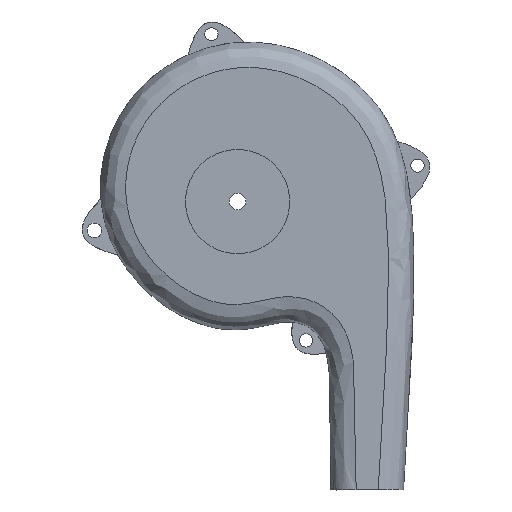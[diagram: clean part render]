
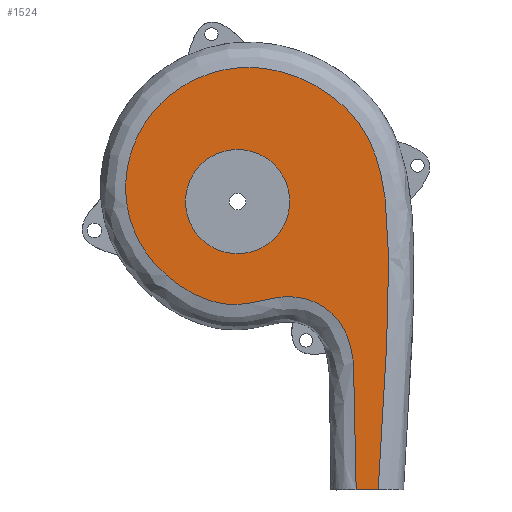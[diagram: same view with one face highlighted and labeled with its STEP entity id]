
A CAD part, front view. The second image highlights one B-rep face of the part: STEP entity #1524.
In plain terms, the highlighted planar face has unit normal (0, -1, 0).
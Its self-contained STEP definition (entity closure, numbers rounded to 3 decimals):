
#62=B_SPLINE_CURVE_WITH_KNOTS('',3,(#6481,#6482,#6483,#6484,#6485,#6486,
#6487,#6488,#6489,#6490,#6491,#6492,#6493,#6494,#6495,#6496,#6497,#6498,
#6499,#6500,#6501,#6502,#6503,#6504,#6505,#6506,#6507,#6508,#6509,#6510,
#6511,#6512,#6513,#6514,#6515,#6516,#6517,#6518,#6519,#6520,#6521,#6522,
#6523,#6524,#6525,#6526),.UNSPECIFIED.,.F.,.F.,(4,2,1,1,1,1,1,1,1,1,1,1,
1,1,1,1,1,1,1,1,1,1,1,1,1,1,1,1,1,1,1,1,1,1,1,1,1,1,1,1,2,4),(-0.024,
0.,0.908,1.817,2.725,3.634,4.542,
5.451,6.359,7.268,7.672,7.874,
8.075,8.479,8.883,9.287,9.691,
10.296,10.902,12.113,13.325,14.536,
16.353,17.261,18.17,19.987,20.895,
21.804,22.712,23.621,24.529,25.438,
25.892,26.346,27.255,28.163,29.072,
30.889,32.706,34.523,36.34,36.393),
 .UNSPECIFIED.);
#143=FACE_BOUND('',#355,.T.);
#172=PLANE('',#1662);
#256=FACE_OUTER_BOUND('',#354,.T.);
#354=EDGE_LOOP('',(#1373,#1374));
#355=EDGE_LOOP('',(#1375,#1376,#1377,#1378,#1379,#1380,#1381,#1382));
#399=LINE('',#4744,#488);
#488=VECTOR('',#1806,10.);
#567=CIRCLE('',#1597,16.5);
#569=CIRCLE('',#1601,16.5);
#572=CIRCLE('',#1605,16.5);
#575=CIRCLE('',#1610,16.5);
#577=CIRCLE('',#1613,16.5);
#580=CIRCLE('',#1618,16.5);
#582=CIRCLE('',#1621,16.5);
#584=CIRCLE('',#1624,16.5);
#671=VERTEX_POINT('',#4669);
#672=VERTEX_POINT('',#4743);
#678=VERTEX_POINT('',#5058);
#681=VERTEX_POINT('',#5072);
#685=VERTEX_POINT('',#5093);
#687=VERTEX_POINT('',#5099);
#690=VERTEX_POINT('',#5113);
#695=VERTEX_POINT('',#5139);
#698=VERTEX_POINT('',#5153);
#703=VERTEX_POINT('',#5179);
#849=EDGE_CURVE('',#672,#671,#399,.T.);
#862=EDGE_CURVE('',#678,#681,#567,.T.);
#867=EDGE_CURVE('',#685,#678,#569,.T.);
#873=EDGE_CURVE('',#687,#690,#572,.T.);
#880=EDGE_CURVE('',#681,#687,#575,.T.);
#884=EDGE_CURVE('',#695,#698,#577,.T.);
#891=EDGE_CURVE('',#690,#695,#580,.T.);
#895=EDGE_CURVE('',#703,#685,#582,.T.);
#899=EDGE_CURVE('',#698,#703,#584,.T.);
#965=EDGE_CURVE('',#672,#671,#62,.T.);
#1373=ORIENTED_EDGE('',*,*,#965,.F.);
#1374=ORIENTED_EDGE('',*,*,#849,.T.);
#1375=ORIENTED_EDGE('',*,*,#867,.T.);
#1376=ORIENTED_EDGE('',*,*,#862,.T.);
#1377=ORIENTED_EDGE('',*,*,#880,.T.);
#1378=ORIENTED_EDGE('',*,*,#873,.T.);
#1379=ORIENTED_EDGE('',*,*,#891,.T.);
#1380=ORIENTED_EDGE('',*,*,#884,.T.);
#1381=ORIENTED_EDGE('',*,*,#899,.T.);
#1382=ORIENTED_EDGE('',*,*,#895,.T.);
#1524=ADVANCED_FACE('',(#256,#143),#172,.F.);
#1597=AXIS2_PLACEMENT_3D('',#5083,#1817,#1818);
#1601=AXIS2_PLACEMENT_3D('',#5094,#1828,#1829);
#1605=AXIS2_PLACEMENT_3D('',#5124,#1837,#1838);
#1610=AXIS2_PLACEMENT_3D('',#5137,#1851,#1852);
#1613=AXIS2_PLACEMENT_3D('',#5164,#1857,#1858);
#1618=AXIS2_PLACEMENT_3D('',#5177,#1871,#1872);
#1621=AXIS2_PLACEMENT_3D('',#5203,#1877,#1878);
#1624=AXIS2_PLACEMENT_3D('',#5210,#1885,#1886);
#1662=AXIS2_PLACEMENT_3D('',#6527,#1993,#1994);
#1806=DIRECTION('',(1.,0.,0.));
#1817=DIRECTION('center_axis',(0.,1.,0.));
#1818=DIRECTION('ref_axis',(-1.,0.,0.));
#1828=DIRECTION('center_axis',(0.,1.,0.));
#1829=DIRECTION('ref_axis',(-1.,0.,0.));
#1837=DIRECTION('center_axis',(0.,1.,0.));
#1838=DIRECTION('ref_axis',(-1.,0.,0.));
#1851=DIRECTION('center_axis',(0.,1.,0.));
#1852=DIRECTION('ref_axis',(-1.,0.,0.));
#1857=DIRECTION('center_axis',(0.,1.,0.));
#1858=DIRECTION('ref_axis',(-1.,0.,0.));
#1871=DIRECTION('center_axis',(0.,1.,0.));
#1872=DIRECTION('ref_axis',(-1.,0.,0.));
#1877=DIRECTION('center_axis',(0.,1.,0.));
#1878=DIRECTION('ref_axis',(-1.,0.,0.));
#1885=DIRECTION('center_axis',(0.,1.,0.));
#1886=DIRECTION('ref_axis',(-1.,0.,0.));
#1993=DIRECTION('center_axis',(0.,1.,0.));
#1994=DIRECTION('ref_axis',(1.,0.,0.));
#4669=CARTESIAN_POINT('',(36.716,0.,-94.219));
#4743=CARTESIAN_POINT('',(29.737,0.,-94.219));
#4744=CARTESIAN_POINT('',(21.733,0.,-94.219));
#5058=CARTESIAN_POINT('',(-24.185,0.,-1.52));
#5072=CARTESIAN_POINT('',(-9.253,0.,13.411));
#5083=CARTESIAN_POINT('Origin',(-7.753,0.,-3.02));
#5093=CARTESIAN_POINT('',(-24.185,0.,-4.52));
#5094=CARTESIAN_POINT('Origin',(-7.753,0.,-3.02));
#5099=CARTESIAN_POINT('',(-6.253,0.,13.411));
#5113=CARTESIAN_POINT('',(8.678,0.,-1.52));
#5124=CARTESIAN_POINT('Origin',(-7.753,0.,-3.02));
#5137=CARTESIAN_POINT('Origin',(-7.753,0.,-3.02));
#5139=CARTESIAN_POINT('',(8.678,0.,-4.52));
#5153=CARTESIAN_POINT('',(-6.253,0.,-19.452));
#5164=CARTESIAN_POINT('Origin',(-7.753,0.,-3.02));
#5177=CARTESIAN_POINT('Origin',(-7.753,0.,-3.02));
#5179=CARTESIAN_POINT('',(-9.253,0.,-19.452));
#5203=CARTESIAN_POINT('Origin',(-7.753,0.,-3.02));
#5210=CARTESIAN_POINT('Origin',(-7.753,0.,-3.02));
#6481=CARTESIAN_POINT('Ctrl Pts',(29.737,0.,-94.219));
#6482=CARTESIAN_POINT('Ctrl Pts',(29.734,0.,-94.14));
#6483=CARTESIAN_POINT('Ctrl Pts',(29.732,0.,-94.06));
#6484=CARTESIAN_POINT('Ctrl Pts',(29.639,0.,-90.954));
#6485=CARTESIAN_POINT('Ctrl Pts',(29.497,0.,-84.897));
#6486=CARTESIAN_POINT('Ctrl Pts',(29.418,0.,-75.817));
#6487=CARTESIAN_POINT('Ctrl Pts',(29.451,0.,-66.726));
#6488=CARTESIAN_POINT('Ctrl Pts',(29.37,0.,-57.652));
#6489=CARTESIAN_POINT('Ctrl Pts',(28.401,0.,-48.58));
#6490=CARTESIAN_POINT('Ctrl Pts',(24.638,0.,-40.096));
#6491=CARTESIAN_POINT('Ctrl Pts',(17.296,0.,-34.245));
#6492=CARTESIAN_POINT('Ctrl Pts',(9.85,0.,-32.8));
#6493=CARTESIAN_POINT('Ctrl Pts',(4.817,0.,-33.287));
#6494=CARTESIAN_POINT('Ctrl Pts',(2.178,0.,-33.777));
#6495=CARTESIAN_POINT('Ctrl Pts',(-0.444,0.,-34.369));
#6496=CARTESIAN_POINT('Ctrl Pts',(-3.713,0.,-35.17));
#6497=CARTESIAN_POINT('Ctrl Pts',(-7.726,0.,-35.704));
#6498=CARTESIAN_POINT('Ctrl Pts',(-11.779,0.,-35.51));
#6499=CARTESIAN_POINT('Ctrl Pts',(-16.398,0.,-34.507));
#6500=CARTESIAN_POINT('Ctrl Pts',(-21.412,0.,-32.498));
#6501=CARTESIAN_POINT('Ctrl Pts',(-28.347,0.,-28.315));
#6502=CARTESIAN_POINT('Ctrl Pts',(-35.777,0.,-21.336));
#6503=CARTESIAN_POINT('Ctrl Pts',(-41.816,0.,-10.642));
#6504=CARTESIAN_POINT('Ctrl Pts',(-44.171,0.,3.52));
#6505=CARTESIAN_POINT('Ctrl Pts',(-40.808,0.,16.602));
#6506=CARTESIAN_POINT('Ctrl Pts',(-33.854,0.,26.622));
#6507=CARTESIAN_POINT('Ctrl Pts',(-24.698,0.,34.691));
#6508=CARTESIAN_POINT('Ctrl Pts',(-13.137,0.,39.258));
#6509=CARTESIAN_POINT('Ctrl Pts',(-0.941,0.,39.626));
#6510=CARTESIAN_POINT('Ctrl Pts',(8.016,0.,37.813));
#6511=CARTESIAN_POINT('Ctrl Pts',(16.406,0.,34.22));
#6512=CARTESIAN_POINT('Ctrl Pts',(23.993,0.,29.159));
#6513=CARTESIAN_POINT('Ctrl Pts',(30.433,0.,22.661));
#6514=CARTESIAN_POINT('Ctrl Pts',(34.255,0.,16.055));
#6515=CARTESIAN_POINT('Ctrl Pts',(36.352,0.,10.364));
#6516=CARTESIAN_POINT('Ctrl Pts',(37.939,0.,4.513));
#6517=CARTESIAN_POINT('Ctrl Pts',(39.143,0.,-2.973));
#6518=CARTESIAN_POINT('Ctrl Pts',(39.846,0.,-12.028));
#6519=CARTESIAN_POINT('Ctrl Pts',(40.148,0.,-24.139));
#6520=CARTESIAN_POINT('Ctrl Pts',(39.811,0.,-39.293));
#6521=CARTESIAN_POINT('Ctrl Pts',(38.962,0.,-57.428));
#6522=CARTESIAN_POINT('Ctrl Pts',(37.918,0.,-75.549));
#6523=CARTESIAN_POINT('Ctrl Pts',(37.151,0.,-87.647));
#6524=CARTESIAN_POINT('Ctrl Pts',(36.739,0.,-93.867));
#6525=CARTESIAN_POINT('Ctrl Pts',(36.727,0.,-94.043));
#6526=CARTESIAN_POINT('Ctrl Pts',(36.716,0.,-94.219));
#6527=CARTESIAN_POINT('Origin',(-1.657,0.,-23.307));
